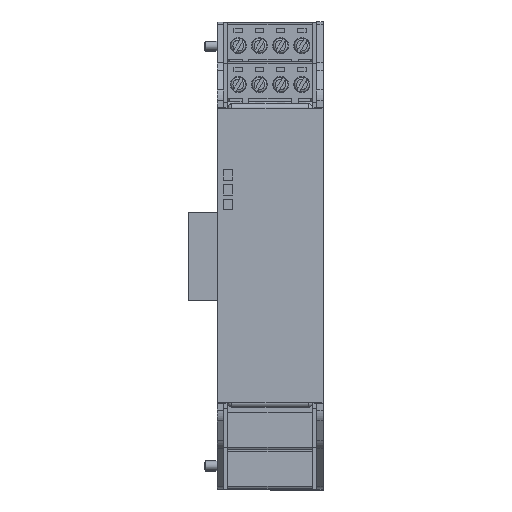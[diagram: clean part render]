
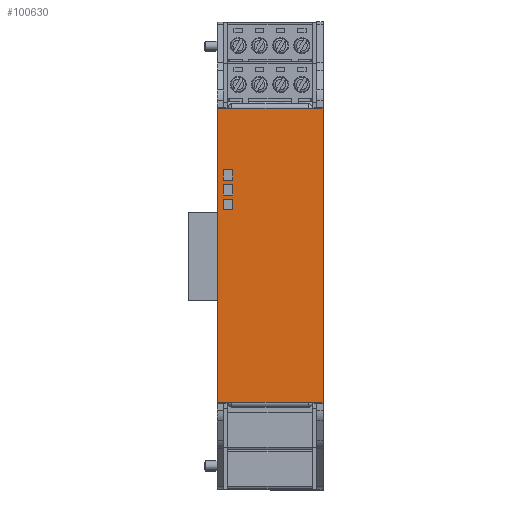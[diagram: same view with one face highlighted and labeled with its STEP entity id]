
A CAD part, top view. The second image highlights one B-rep face of the part: STEP entity #100630.
In plain terms, the highlighted planar face has unit normal (0, 0, 1).
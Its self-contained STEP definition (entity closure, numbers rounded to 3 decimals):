
#98481=DIRECTION('',(-1.,0.,0.));
#98482=VECTOR('',#98481,18.);
#98483=CARTESIAN_POINT('',(9.,-34.76,0.));
#98484=LINE('',#98483,#98482);
#98485=DIRECTION('',(1.,0.,0.));
#98486=VECTOR('',#98485,3.5);
#98487=CARTESIAN_POINT('',(-12.5,-34.76,0.));
#98488=LINE('',#98487,#98486);
#98489=DIRECTION('',(0.,-1.,0.));
#98490=VECTOR('',#98489,69.52);
#98491=CARTESIAN_POINT('',(-12.5,34.76,0.));
#98492=LINE('',#98491,#98490);
#98493=DIRECTION('',(-1.,0.,0.));
#98494=VECTOR('',#98493,3.5);
#98495=CARTESIAN_POINT('',(-9.,34.76,0.));
#98496=LINE('',#98495,#98494);
#98497=DIRECTION('',(-1.,0.,0.));
#98498=VECTOR('',#98497,18.);
#98499=CARTESIAN_POINT('',(9.,34.76,0.));
#98500=LINE('',#98499,#98498);
#98501=DIRECTION('',(-1.,0.,0.));
#98502=VECTOR('',#98501,3.5);
#98503=CARTESIAN_POINT('',(12.5,34.76,0.));
#98504=LINE('',#98503,#98502);
#98505=DIRECTION('',(0.,1.,0.));
#98506=VECTOR('',#98505,69.52);
#98507=CARTESIAN_POINT('',(12.5,-34.76,0.));
#98508=LINE('',#98507,#98506);
#98509=DIRECTION('',(1.,0.,0.));
#98510=VECTOR('',#98509,3.5);
#98511=CARTESIAN_POINT('',(9.,-34.76,0.));
#98512=LINE('',#98511,#98510);
#98513=DIRECTION('',(1.,0.,0.));
#98514=VECTOR('',#98513,2.21);
#98515=CARTESIAN_POINT('',(-11.005,10.74,0.));
#98516=LINE('',#98515,#98514);
#98517=DIRECTION('',(0.,-1.,0.));
#98518=VECTOR('',#98517,2.5);
#98519=CARTESIAN_POINT('',(-8.795,13.24,0.));
#98520=LINE('',#98519,#98518);
#98521=DIRECTION('',(1.,0.,0.));
#98522=VECTOR('',#98521,2.21);
#98523=CARTESIAN_POINT('',(-11.005,13.24,0.));
#98524=LINE('',#98523,#98522);
#98525=DIRECTION('',(0.,-1.,0.));
#98526=VECTOR('',#98525,2.5);
#98527=CARTESIAN_POINT('',(-11.005,13.24,0.));
#98528=LINE('',#98527,#98526);
#98529=DIRECTION('',(1.,0.,0.));
#98530=VECTOR('',#98529,2.21);
#98531=CARTESIAN_POINT('',(-11.005,20.24,0.));
#98532=LINE('',#98531,#98530);
#98533=DIRECTION('',(0.,-1.,0.));
#98534=VECTOR('',#98533,2.5);
#98535=CARTESIAN_POINT('',(-11.005,20.24,0.));
#98536=LINE('',#98535,#98534);
#98537=DIRECTION('',(1.,0.,0.));
#98538=VECTOR('',#98537,2.21);
#98539=CARTESIAN_POINT('',(-11.005,17.74,0.));
#98540=LINE('',#98539,#98538);
#98541=DIRECTION('',(0.,-1.,0.));
#98542=VECTOR('',#98541,2.5);
#98543=CARTESIAN_POINT('',(-8.795,20.24,0.));
#98544=LINE('',#98543,#98542);
#98545=DIRECTION('',(1.,0.,0.));
#98546=VECTOR('',#98545,2.21);
#98547=CARTESIAN_POINT('',(-11.005,16.74,0.));
#98548=LINE('',#98547,#98546);
#98549=DIRECTION('',(0.,-1.,0.));
#98550=VECTOR('',#98549,2.5);
#98551=CARTESIAN_POINT('',(-11.005,16.74,0.));
#98552=LINE('',#98551,#98550);
#98553=DIRECTION('',(1.,0.,0.));
#98554=VECTOR('',#98553,2.21);
#98555=CARTESIAN_POINT('',(-11.005,14.24,0.));
#98556=LINE('',#98555,#98554);
#98557=DIRECTION('',(0.,-1.,0.));
#98558=VECTOR('',#98557,2.5);
#98559=CARTESIAN_POINT('',(-8.795,16.74,0.));
#98560=LINE('',#98559,#98558);
#100091=CARTESIAN_POINT('',(-12.5,34.76,0.));
#100092=CARTESIAN_POINT('',(-12.5,-34.76,0.));
#100093=VERTEX_POINT('',#100091);
#100094=VERTEX_POINT('',#100092);
#100095=CARTESIAN_POINT('',(12.5,-34.76,0.));
#100096=CARTESIAN_POINT('',(12.5,34.76,0.));
#100097=VERTEX_POINT('',#100095);
#100098=VERTEX_POINT('',#100096);
#100123=CARTESIAN_POINT('',(9.,34.76,0.));
#100124=CARTESIAN_POINT('',(-9.,34.76,0.));
#100125=VERTEX_POINT('',#100123);
#100126=VERTEX_POINT('',#100124);
#100136=CARTESIAN_POINT('',(9.,-34.76,0.));
#100138=VERTEX_POINT('',#100136);
#100140=CARTESIAN_POINT('',(-9.,-34.76,0.));
#100142=VERTEX_POINT('',#100140);
#100409=CARTESIAN_POINT('',(-11.005,10.74,0.));
#100410=CARTESIAN_POINT('',(-8.795,10.74,0.));
#100411=VERTEX_POINT('',#100409);
#100412=VERTEX_POINT('',#100410);
#100413=CARTESIAN_POINT('',(-11.005,20.24,0.));
#100414=CARTESIAN_POINT('',(-8.795,20.24,0.));
#100415=VERTEX_POINT('',#100413);
#100416=VERTEX_POINT('',#100414);
#100417=CARTESIAN_POINT('',(-11.005,17.74,0.));
#100418=CARTESIAN_POINT('',(-8.795,17.74,0.));
#100419=VERTEX_POINT('',#100417);
#100420=VERTEX_POINT('',#100418);
#100421=CARTESIAN_POINT('',(-11.005,16.74,0.));
#100422=CARTESIAN_POINT('',(-8.795,16.74,0.));
#100423=VERTEX_POINT('',#100421);
#100424=VERTEX_POINT('',#100422);
#100425=CARTESIAN_POINT('',(-11.005,14.24,0.));
#100426=CARTESIAN_POINT('',(-8.795,14.24,0.));
#100427=VERTEX_POINT('',#100425);
#100428=VERTEX_POINT('',#100426);
#100429=CARTESIAN_POINT('',(-11.005,13.24,0.));
#100430=CARTESIAN_POINT('',(-8.795,13.24,0.));
#100431=VERTEX_POINT('',#100429);
#100432=VERTEX_POINT('',#100430);
#100577=CARTESIAN_POINT('',(0.,0.,0.));
#100578=DIRECTION('',(0.,0.,1.));
#100579=DIRECTION('',(1.,0.,0.));
#100580=AXIS2_PLACEMENT_3D('',#100577,#100578,#100579);
#100581=PLANE('',#100580);
#100583=ORIENTED_EDGE('',*,*,#100582,.T.);
#100585=ORIENTED_EDGE('',*,*,#100584,.F.);
#100587=ORIENTED_EDGE('',*,*,#100586,.F.);
#100589=ORIENTED_EDGE('',*,*,#100588,.F.);
#100591=ORIENTED_EDGE('',*,*,#100590,.F.);
#100593=ORIENTED_EDGE('',*,*,#100592,.F.);
#100595=ORIENTED_EDGE('',*,*,#100594,.F.);
#100597=ORIENTED_EDGE('',*,*,#100596,.F.);
#100598=EDGE_LOOP('',(#100583,#100585,#100587,#100589,#100591,#100593,#100595,
#100597));
#100599=FACE_OUTER_BOUND('',#100598,.F.);
#100601=ORIENTED_EDGE('',*,*,#100600,.T.);
#100603=ORIENTED_EDGE('',*,*,#100602,.F.);
#100605=ORIENTED_EDGE('',*,*,#100604,.F.);
#100607=ORIENTED_EDGE('',*,*,#100606,.T.);
#100608=EDGE_LOOP('',(#100601,#100603,#100605,#100607));
#100609=FACE_BOUND('',#100608,.F.);
#100611=ORIENTED_EDGE('',*,*,#100610,.F.);
#100613=ORIENTED_EDGE('',*,*,#100612,.T.);
#100615=ORIENTED_EDGE('',*,*,#100614,.T.);
#100617=ORIENTED_EDGE('',*,*,#100616,.F.);
#100618=EDGE_LOOP('',(#100611,#100613,#100615,#100617));
#100619=FACE_BOUND('',#100618,.F.);
#100621=ORIENTED_EDGE('',*,*,#100620,.F.);
#100623=ORIENTED_EDGE('',*,*,#100622,.T.);
#100625=ORIENTED_EDGE('',*,*,#100624,.T.);
#100627=ORIENTED_EDGE('',*,*,#100626,.F.);
#100628=EDGE_LOOP('',(#100621,#100623,#100625,#100627));
#100629=FACE_BOUND('',#100628,.F.);
#100630=ADVANCED_FACE('',(#100599,#100609,#100619,#100629),#100581,.T.);
#100582=EDGE_CURVE('',#100138,#100142,#98484,.T.);
#100584=EDGE_CURVE('',#100094,#100142,#98488,.T.);
#100586=EDGE_CURVE('',#100093,#100094,#98492,.T.);
#100588=EDGE_CURVE('',#100126,#100093,#98496,.T.);
#100590=EDGE_CURVE('',#100125,#100126,#98500,.T.);
#100592=EDGE_CURVE('',#100098,#100125,#98504,.T.);
#100594=EDGE_CURVE('',#100097,#100098,#98508,.T.);
#100596=EDGE_CURVE('',#100138,#100097,#98512,.T.);
#100600=EDGE_CURVE('',#100411,#100412,#98516,.T.);
#100602=EDGE_CURVE('',#100432,#100412,#98520,.T.);
#100604=EDGE_CURVE('',#100431,#100432,#98524,.T.);
#100606=EDGE_CURVE('',#100431,#100411,#98528,.T.);
#100610=EDGE_CURVE('',#100415,#100416,#98532,.T.);
#100612=EDGE_CURVE('',#100415,#100419,#98536,.T.);
#100614=EDGE_CURVE('',#100419,#100420,#98540,.T.);
#100616=EDGE_CURVE('',#100416,#100420,#98544,.T.);
#100620=EDGE_CURVE('',#100423,#100424,#98548,.T.);
#100622=EDGE_CURVE('',#100423,#100427,#98552,.T.);
#100624=EDGE_CURVE('',#100427,#100428,#98556,.T.);
#100626=EDGE_CURVE('',#100424,#100428,#98560,.T.);
